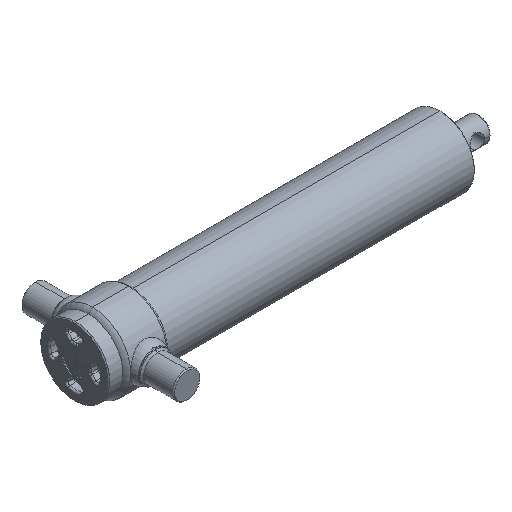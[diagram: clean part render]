
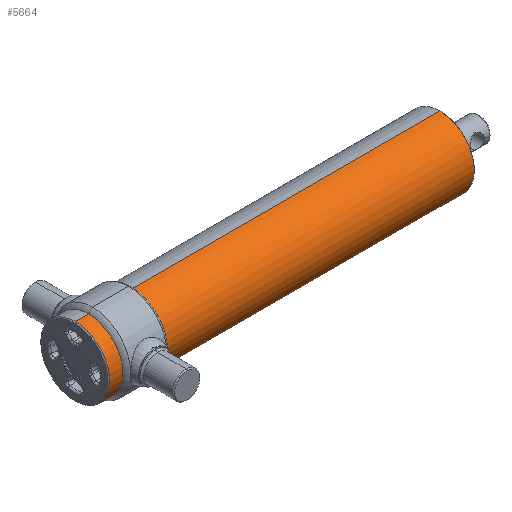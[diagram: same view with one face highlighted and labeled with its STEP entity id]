
A CAD part, isometric view. The second image highlights one B-rep face of the part: STEP entity #5664.
In plain terms, the highlighted cylindrical face has radius 38.15 mm (diameter 76.3 mm), a partial arc.
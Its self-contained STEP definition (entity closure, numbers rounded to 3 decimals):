
#341 = ORIENTED_EDGE ( 'NONE', *, *, #2858, .T. ) ;
#481 = CIRCLE ( 'NONE', #8307, 38.15 ) ;
#739 = EDGE_CURVE ( 'NONE', #6279, #2385, #481, .T. ) ;
#1427 = CIRCLE ( 'NONE', #2066, 38.15 ) ;
#1480 = FACE_OUTER_BOUND ( 'NONE', #3680, .T. ) ;
#1762 = ORIENTED_EDGE ( 'NONE', *, *, #739, .F. ) ;
#1775 = DIRECTION ( 'NONE',  ( -1., 0., 0. ) ) ;
#2042 = DIRECTION ( 'NONE',  ( -1., 0., 0. ) ) ;
#2066 = AXIS2_PLACEMENT_3D ( 'NONE', #7020, #2629, #7754 ) ;
#2385 = VERTEX_POINT ( 'NONE', #6808 ) ;
#2454 = LINE ( 'NONE', #3953, #4629 ) ;
#2463 = EDGE_CURVE ( 'NONE', #3184, #2385, #2454, .T. ) ;
#2629 = DIRECTION ( 'NONE',  ( -1., 0., 0. ) ) ;
#2858 = EDGE_CURVE ( 'NONE', #5956, #3184, #1427, .T. ) ;
#3184 = VERTEX_POINT ( 'NONE', #3782 ) ;
#3362 = CARTESIAN_POINT ( 'NONE',  ( 1., 0., -38.15 ) ) ;
#3471 = CARTESIAN_POINT ( 'NONE',  ( 405., 0., -38.15 ) ) ;
#3502 = LINE ( 'NONE', #6429, #5252 ) ;
#3680 = EDGE_LOOP ( 'NONE', ( #341, #9107, #1762, #4662 ) ) ;
#3782 = CARTESIAN_POINT ( 'NONE',  ( 405., 0., 38.15 ) ) ;
#3953 = CARTESIAN_POINT ( 'NONE',  ( -10.647, 0., 38.15 ) ) ;
#4629 = VECTOR ( 'NONE', #1775, 1000. ) ;
#4662 = ORIENTED_EDGE ( 'NONE', *, *, #7418, .F. ) ;
#4666 = CYLINDRICAL_SURFACE ( 'NONE', #5392, 38.15 ) ;
#5252 = VECTOR ( 'NONE', #2042, 1000. ) ;
#5392 = AXIS2_PLACEMENT_3D ( 'NONE', #6886, #8361, #6146 ) ;
#5664 = ADVANCED_FACE ( 'NONE', ( #1480 ), #4666, .T. ) ;
#5956 = VERTEX_POINT ( 'NONE', #3471 ) ;
#6146 = DIRECTION ( 'NONE',  ( 0., 0., -1. ) ) ;
#6279 = VERTEX_POINT ( 'NONE', #3362 ) ;
#6429 = CARTESIAN_POINT ( 'NONE',  ( -10.647, 0., -38.15 ) ) ;
#6747 = DIRECTION ( 'NONE',  ( 0., 0., -1. ) ) ;
#6808 = CARTESIAN_POINT ( 'NONE',  ( 1., 0., 38.15 ) ) ;
#6886 = CARTESIAN_POINT ( 'NONE',  ( -10.647, 0., 0. ) ) ;
#7020 = CARTESIAN_POINT ( 'NONE',  ( 405., 0., 0. ) ) ;
#7418 = EDGE_CURVE ( 'NONE', #5956, #6279, #3502, .T. ) ;
#7754 = DIRECTION ( 'NONE',  ( 0., 0., -1. ) ) ;
#8307 = AXIS2_PLACEMENT_3D ( 'NONE', #9075, #8922, #6747 ) ;
#8361 = DIRECTION ( 'NONE',  ( -1., 0., 0. ) ) ;
#8922 = DIRECTION ( 'NONE',  ( -1., 0., 0. ) ) ;
#9075 = CARTESIAN_POINT ( 'NONE',  ( 1., 0., 0. ) ) ;
#9107 = ORIENTED_EDGE ( 'NONE', *, *, #2463, .T. ) ;
